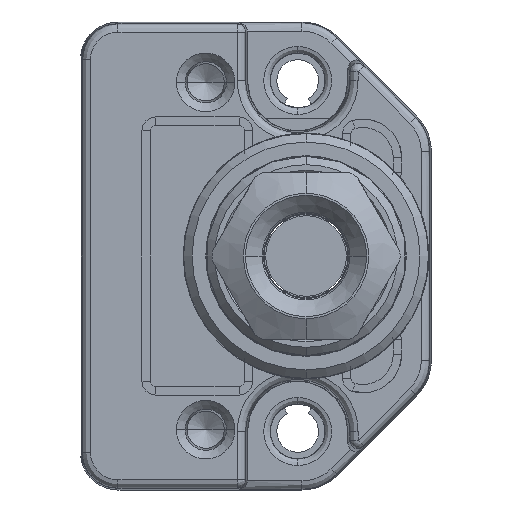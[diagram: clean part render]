
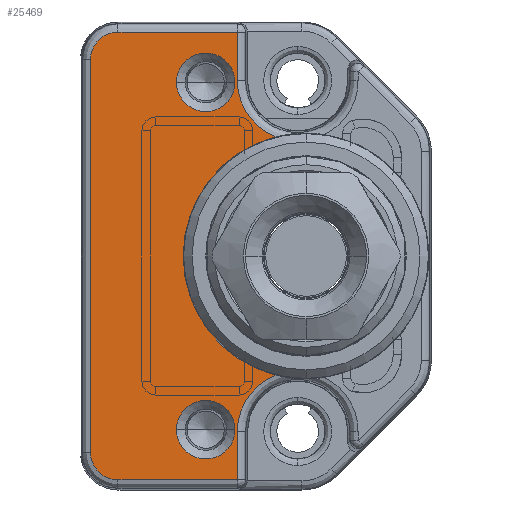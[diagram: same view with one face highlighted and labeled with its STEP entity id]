
A CAD part, left-side view. The second image highlights one B-rep face of the part: STEP entity #25469.
In plain terms, the highlighted planar face has unit normal (-1, 0, 0).
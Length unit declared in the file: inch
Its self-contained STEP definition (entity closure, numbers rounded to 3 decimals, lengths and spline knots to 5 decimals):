
#2993=DIRECTION('',(0.,0.,1.));
#2994=VECTOR('',#2993,0.11399);
#2995=CARTESIAN_POINT('',(-0.49213,0.45723,
-0.52737));
#2996=LINE('',#2995,#2994);
#2997=DIRECTION('',(0.,-1.,0.));
#2998=VECTOR('',#2997,0.28096);
#2999=CARTESIAN_POINT('',(-0.49213,0.73819,
-0.52737));
#3000=LINE('',#2999,#2998);
#3001=CARTESIAN_POINT('',(-0.49213,0.73819,
-0.4626));
#3002=DIRECTION('',(-1.,0.,0.));
#3003=DIRECTION('',(0.,1.,0.));
#3004=AXIS2_PLACEMENT_3D('',#3001,#3002,#3003);
#3006=DIRECTION('',(0.,0.,-1.));
#3007=VECTOR('',#3006,0.9252);
#3008=CARTESIAN_POINT('',(-0.49213,0.80296,
0.4626));
#3009=LINE('',#3008,#3007);
#3010=CARTESIAN_POINT('',(-0.49213,0.73819,
0.4626));
#3011=DIRECTION('',(-1.,0.,0.));
#3012=DIRECTION('',(0.,0.,1.));
#3013=AXIS2_PLACEMENT_3D('',#3010,#3011,#3012);
#3015=DIRECTION('',(0.,1.,0.));
#3016=VECTOR('',#3015,0.28096);
#3017=CARTESIAN_POINT('',(-0.49213,0.45723,
0.52737));
#3018=LINE('',#3017,#3016);
#3019=DIRECTION('',(0.,0.,1.));
#3020=VECTOR('',#3019,0.11399);
#3021=CARTESIAN_POINT('',(-0.49213,0.45723,
0.41339));
#3022=LINE('',#3021,#3020);
#3023=CARTESIAN_POINT('',(-0.49213,0.31496,
0.41339));
#3024=DIRECTION('',(1.,0.,0.));
#3025=DIRECTION('',(0.,0.359,-0.933));
#3026=AXIS2_PLACEMENT_3D('',#3023,#3024,#3025);
#3028=CARTESIAN_POINT('',(-0.49213,0.29528,0.));
#3029=DIRECTION('',(-1.,0.,0.));
#3030=DIRECTION('',(0.,0.244,0.97));
#3031=AXIS2_PLACEMENT_3D('',#3028,#3029,#3030);
#3033=CARTESIAN_POINT('',(-0.49213,0.31496,
-0.41339));
#3034=DIRECTION('',(1.,0.,0.));
#3035=DIRECTION('',(0.,1.,0.));
#3036=AXIS2_PLACEMENT_3D('',#3033,#3034,#3035);
#3038=CARTESIAN_POINT('',(-0.49213,0.5315,
-0.40915));
#3039=DIRECTION('',(1.,0.,0.));
#3040=DIRECTION('',(0.,-1.,0.));
#3041=AXIS2_PLACEMENT_3D('',#3038,#3039,#3040);
#3043=CARTESIAN_POINT('',(-0.49213,0.5315,
-0.40915));
#3044=DIRECTION('',(1.,0.,0.));
#3045=DIRECTION('',(0.,1.,0.));
#3046=AXIS2_PLACEMENT_3D('',#3043,#3044,#3045);
#3048=CARTESIAN_POINT('',(-0.49213,0.5315,
0.40915));
#3049=DIRECTION('',(1.,0.,0.));
#3050=DIRECTION('',(0.,-1.,0.));
#3051=AXIS2_PLACEMENT_3D('',#3048,#3049,#3050);
#3053=CARTESIAN_POINT('',(-0.49213,0.5315,
0.40915));
#3054=DIRECTION('',(1.,0.,0.));
#3055=DIRECTION('',(0.,1.,0.));
#3056=AXIS2_PLACEMENT_3D('',#3053,#3054,#3055);
#19234=CARTESIAN_POINT('',(-0.49213,0.80296,
-0.4626));
#19235=CARTESIAN_POINT('',(-0.49213,0.73819,
-0.52737));
#19236=VERTEX_POINT('',#19234);
#19237=VERTEX_POINT('',#19235);
#19242=CARTESIAN_POINT('',(-0.49213,0.80296,
0.4626));
#19243=VERTEX_POINT('',#19242);
#19246=CARTESIAN_POINT('',(-0.49213,0.73819,
0.52737));
#19247=VERTEX_POINT('',#19246);
#19274=CARTESIAN_POINT('',(-0.49213,0.45723,
-0.52737));
#19275=CARTESIAN_POINT('',(-0.49213,0.45723,
-0.41339));
#19276=VERTEX_POINT('',#19274);
#19277=VERTEX_POINT('',#19275);
#19299=CARTESIAN_POINT('',(-0.49213,0.366,
-0.28059));
#19300=VERTEX_POINT('',#19299);
#19315=CARTESIAN_POINT('',(-0.49213,0.45723,
0.41339));
#19316=CARTESIAN_POINT('',(-0.49213,0.45723,
0.52737));
#19317=VERTEX_POINT('',#19315);
#19318=VERTEX_POINT('',#19316);
#19339=CARTESIAN_POINT('',(-0.49213,0.366,
0.28059));
#19340=VERTEX_POINT('',#19339);
#19383=CARTESIAN_POINT('',(-0.49213,0.4626,
-0.40915));
#19384=CARTESIAN_POINT('',(-0.49213,0.60039,
-0.40915));
#19385=VERTEX_POINT('',#19383);
#19386=VERTEX_POINT('',#19384);
#19391=CARTESIAN_POINT('',(-0.49213,0.4626,
0.40915));
#19392=CARTESIAN_POINT('',(-0.49213,0.60039,
0.40915));
#19393=VERTEX_POINT('',#19391);
#19394=VERTEX_POINT('',#19392);
#25432=CARTESIAN_POINT('',(-0.49213,0.,0.));
#25433=DIRECTION('',(-1.,0.,0.));
#25434=DIRECTION('',(0.,0.,1.));
#25435=AXIS2_PLACEMENT_3D('',#25432,#25433,#25434);
#25436=PLANE('',#25435);
#25437=ORIENTED_EDGE('',*,*,#25422,.F.);
#25438=ORIENTED_EDGE('',*,*,#25399,.F.);
#25440=ORIENTED_EDGE('',*,*,#25439,.F.);
#25442=ORIENTED_EDGE('',*,*,#25441,.F.);
#25444=ORIENTED_EDGE('',*,*,#25443,.F.);
#25446=ORIENTED_EDGE('',*,*,#25445,.F.);
#25448=ORIENTED_EDGE('',*,*,#25447,.F.);
#25450=ORIENTED_EDGE('',*,*,#25449,.F.);
#25452=ORIENTED_EDGE('',*,*,#25451,.T.);
#25454=ORIENTED_EDGE('',*,*,#25453,.F.);
#25455=EDGE_LOOP('',(#25437,#25438,#25440,#25442,#25444,#25446,#25448,#25450,
#25452,#25454));
#25456=FACE_OUTER_BOUND('',#25455,.F.);
#25458=ORIENTED_EDGE('',*,*,#25457,.F.);
#25460=ORIENTED_EDGE('',*,*,#25459,.F.);
#25461=EDGE_LOOP('',(#25458,#25460));
#25462=FACE_BOUND('',#25461,.F.);
#25464=ORIENTED_EDGE('',*,*,#25463,.F.);
#25466=ORIENTED_EDGE('',*,*,#25465,.F.);
#25467=EDGE_LOOP('',(#25464,#25466));
#25468=FACE_BOUND('',#25467,.F.);
#25469=ADVANCED_FACE('',(#25456,#25462,#25468),#25436,.T.);
#3005=CIRCLE('',#3004,0.06477);
#3014=CIRCLE('',#3013,0.06477);
#3027=CIRCLE('',#3026,0.14227);
#3032=CIRCLE('',#3031,0.28937);
#3037=CIRCLE('',#3036,0.14227);
#3042=CIRCLE('',#3041,0.0689);
#3047=CIRCLE('',#3046,0.0689);
#3052=CIRCLE('',#3051,0.0689);
#3057=CIRCLE('',#3056,0.0689);
#25399=EDGE_CURVE('',#19237,#19276,#3000,.T.);
#25422=EDGE_CURVE('',#19276,#19277,#2996,.T.);
#25439=EDGE_CURVE('',#19236,#19237,#3005,.T.);
#25441=EDGE_CURVE('',#19243,#19236,#3009,.T.);
#25443=EDGE_CURVE('',#19247,#19243,#3014,.T.);
#25445=EDGE_CURVE('',#19318,#19247,#3018,.T.);
#25447=EDGE_CURVE('',#19317,#19318,#3022,.T.);
#25449=EDGE_CURVE('',#19340,#19317,#3027,.T.);
#25451=EDGE_CURVE('',#19340,#19300,#3032,.T.);
#25453=EDGE_CURVE('',#19277,#19300,#3037,.T.);
#25457=EDGE_CURVE('',#19385,#19386,#3042,.T.);
#25459=EDGE_CURVE('',#19386,#19385,#3047,.T.);
#25463=EDGE_CURVE('',#19393,#19394,#3052,.T.);
#25465=EDGE_CURVE('',#19394,#19393,#3057,.T.);
